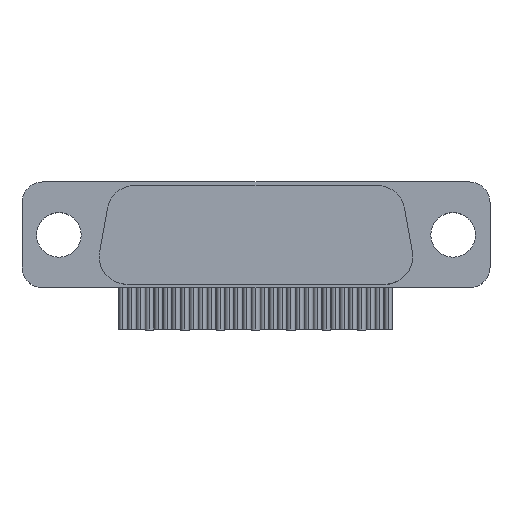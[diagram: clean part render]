
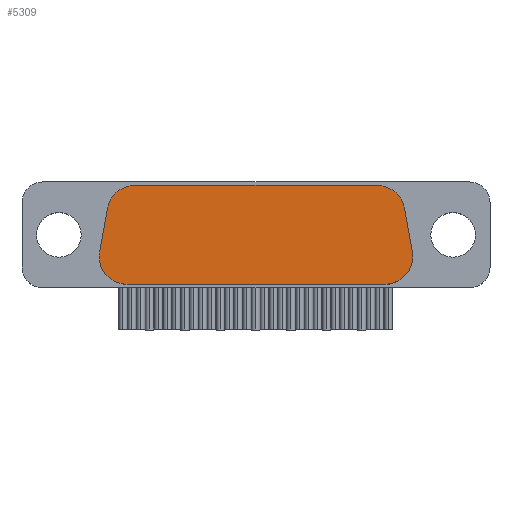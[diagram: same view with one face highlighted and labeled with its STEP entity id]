
A CAD part, top view. The second image highlights one B-rep face of the part: STEP entity #5309.
In plain terms, the highlighted planar face has unit normal (0, 0, 1).
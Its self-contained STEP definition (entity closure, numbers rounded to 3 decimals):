
#55 = ORIENTED_EDGE ( 'NONE', *, *, #6923, .T. ) ;
#382 = LINE ( 'NONE', #5880, #8040 ) ;
#398 = LINE ( 'NONE', #5025, #7069 ) ;
#557 = DIRECTION ( 'NONE',  ( 0., 0., 1. ) ) ;
#584 = DIRECTION ( 'NONE',  ( 0., 0., 1. ) ) ;
#682 = CARTESIAN_POINT ( 'NONE',  ( 0., 0., 7. ) ) ;
#811 = ORIENTED_EDGE ( 'NONE', *, *, #1148, .T. ) ;
#881 = CARTESIAN_POINT ( 'NONE',  ( 10.36, 7.35, 7. ) ) ;
#987 = DIRECTION ( 'NONE',  ( -1., 0., 0. ) ) ;
#1031 = CARTESIAN_POINT ( 'NONE',  ( -10.36, 7.35, 7. ) ) ;
#1057 = VECTOR ( 'NONE', #3905, 1000. ) ;
#1131 = VERTEX_POINT ( 'NONE', #6661 ) ;
#1148 = EDGE_CURVE ( 'NONE', #4348, #6741, #2330, .T. ) ;
#1161 = DIRECTION ( 'NONE',  ( 1., 0., 0. ) ) ;
#1239 = CARTESIAN_POINT ( 'NONE',  ( -10.658, 5.708, 7. ) ) ;
#1321 = CARTESIAN_POINT ( 'NONE',  ( 9.254, 2.25, 7. ) ) ;
#1439 = FACE_OUTER_BOUND ( 'NONE', #3157, .T. ) ;
#1566 = AXIS2_PLACEMENT_3D ( 'NONE', #1321, #557, #4465 ) ;
#1820 = CIRCLE ( 'NONE', #2469, 2. ) ;
#2018 = AXIS2_PLACEMENT_3D ( 'NONE', #7268, #8936, #1161 ) ;
#2214 = ORIENTED_EDGE ( 'NONE', *, *, #7782, .T. ) ;
#2261 = EDGE_CURVE ( 'NONE', #7162, #9200, #3162, .T. ) ;
#2330 = CIRCLE ( 'NONE', #9361, 2. ) ;
#2447 = VERTEX_POINT ( 'NONE', #3081 ) ;
#2469 = AXIS2_PLACEMENT_3D ( 'NONE', #8193, #4154, #3463 ) ;
#2580 = EDGE_CURVE ( 'NONE', #9300, #2680, #7297, .T. ) ;
#2680 = VERTEX_POINT ( 'NONE', #5268 ) ;
#2872 = ORIENTED_EDGE ( 'NONE', *, *, #4271, .T. ) ;
#3069 = ORIENTED_EDGE ( 'NONE', *, *, #3449, .T. ) ;
#3081 = CARTESIAN_POINT ( 'NONE',  ( 9.254, 0.25, 7. ) ) ;
#3157 = EDGE_LOOP ( 'NONE', ( #2214, #8798, #3069, #2872, #4983, #7443, #55, #8980, #811 ) ) ;
#3162 = CIRCLE ( 'NONE', #9548, 2. ) ;
#3449 = EDGE_CURVE ( 'NONE', #9200, #4204, #398, .T. ) ;
#3463 = DIRECTION ( 'NONE',  ( 1., 0., 0. ) ) ;
#3632 = DIRECTION ( 'NONE',  ( 1., 0., 0. ) ) ;
#3905 = DIRECTION ( 'NONE',  ( -0.179, 0.984, 0. ) ) ;
#4108 = EDGE_CURVE ( 'NONE', #2680, #2447, #382, .T. ) ;
#4154 = DIRECTION ( 'NONE',  ( 0., 0., 1. ) ) ;
#4204 = VERTEX_POINT ( 'NONE', #6078 ) ;
#4271 = EDGE_CURVE ( 'NONE', #4204, #9300, #1820, .T. ) ;
#4348 = VERTEX_POINT ( 'NONE', #8052 ) ;
#4465 = DIRECTION ( 'NONE',  ( 1., 0., 0. ) ) ;
#4493 = CARTESIAN_POINT ( 'NONE',  ( 8.691, 5.35, 7. ) ) ;
#4533 = CIRCLE ( 'NONE', #1566, 2. ) ;
#4983 = ORIENTED_EDGE ( 'NONE', *, *, #2580, .T. ) ;
#5025 = CARTESIAN_POINT ( 'NONE',  ( -10.36, 7.35, 7. ) ) ;
#5268 = CARTESIAN_POINT ( 'NONE',  ( -9.254, 0.25, 7. ) ) ;
#5309 = ADVANCED_FACE ( 'NONE', ( #1439 ), #7701, .T. ) ;
#5880 = CARTESIAN_POINT ( 'NONE',  ( -11.65, 0.25, 7. ) ) ;
#6078 = CARTESIAN_POINT ( 'NONE',  ( -11.222, 2.608, 7. ) ) ;
#6086 = DIRECTION ( 'NONE',  ( 1., 0., 0. ) ) ;
#6661 = CARTESIAN_POINT ( 'NONE',  ( 11.222, 2.608, 7. ) ) ;
#6711 = DIRECTION ( 'NONE',  ( -0.179, -0.984, 0. ) ) ;
#6741 = VERTEX_POINT ( 'NONE', #8794 ) ;
#6775 = CARTESIAN_POINT ( 'NONE',  ( -11.254, 2.25, 7. ) ) ;
#6923 = EDGE_CURVE ( 'NONE', #2447, #1131, #4533, .T. ) ;
#7029 = AXIS2_PLACEMENT_3D ( 'NONE', #682, #584, #3632 ) ;
#7069 = VECTOR ( 'NONE', #6711, 1000. ) ;
#7162 = VERTEX_POINT ( 'NONE', #9698 ) ;
#7268 = CARTESIAN_POINT ( 'NONE',  ( -9.254, 2.25, 7. ) ) ;
#7297 = CIRCLE ( 'NONE', #2018, 2. ) ;
#7443 = ORIENTED_EDGE ( 'NONE', *, *, #4108, .T. ) ;
#7619 = EDGE_CURVE ( 'NONE', #1131, #4348, #7797, .T. ) ;
#7701 = PLANE ( 'NONE',  #7029 ) ;
#7782 = EDGE_CURVE ( 'NONE', #6741, #7162, #9767, .T. ) ;
#7797 = LINE ( 'NONE', #881, #1057 ) ;
#8040 = VECTOR ( 'NONE', #8118, 1000. ) ;
#8052 = CARTESIAN_POINT ( 'NONE',  ( 10.658, 5.708, 7. ) ) ;
#8118 = DIRECTION ( 'NONE',  ( 1., 0., 0. ) ) ;
#8145 = CARTESIAN_POINT ( 'NONE',  ( -8.691, 5.35, 7. ) ) ;
#8193 = CARTESIAN_POINT ( 'NONE',  ( -9.254, 2.25, 7. ) ) ;
#8442 = DIRECTION ( 'NONE',  ( 0., 0., 1. ) ) ;
#8794 = CARTESIAN_POINT ( 'NONE',  ( 8.691, 7.35, 7. ) ) ;
#8798 = ORIENTED_EDGE ( 'NONE', *, *, #2261, .T. ) ;
#8936 = DIRECTION ( 'NONE',  ( 0., 0., 1. ) ) ;
#8938 = DIRECTION ( 'NONE',  ( 0., 0., 1. ) ) ;
#8980 = ORIENTED_EDGE ( 'NONE', *, *, #7619, .T. ) ;
#9145 = DIRECTION ( 'NONE',  ( 1., 0., 0. ) ) ;
#9200 = VERTEX_POINT ( 'NONE', #1239 ) ;
#9300 = VERTEX_POINT ( 'NONE', #6775 ) ;
#9361 = AXIS2_PLACEMENT_3D ( 'NONE', #4493, #8938, #6086 ) ;
#9375 = VECTOR ( 'NONE', #987, 1000. ) ;
#9548 = AXIS2_PLACEMENT_3D ( 'NONE', #8145, #8442, #9145 ) ;
#9698 = CARTESIAN_POINT ( 'NONE',  ( -8.691, 7.35, 7. ) ) ;
#9767 = LINE ( 'NONE', #1031, #9375 ) ;
